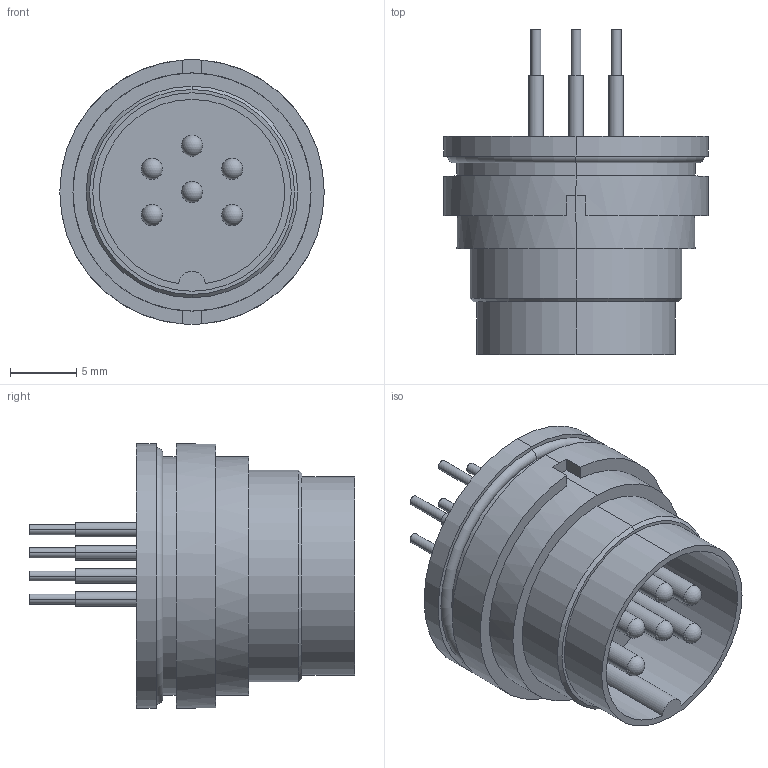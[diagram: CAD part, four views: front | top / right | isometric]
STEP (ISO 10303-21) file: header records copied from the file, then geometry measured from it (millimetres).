
FILE_DESCRIPTION((''),'2;1');
FILE_NAME('09-0123-90-06.stp','2005-04-22T09:49:28',('generator'),(''),'Autodesk Inventor 7','Autodesk Inventor 7','');
FILE_SCHEMA(('AUTOMOTIVE_DESIGN { 1 0 10303 214 1 1 1 1 }'));
Length unit declared in the file: millimetre
Products named in the file (1): 09-0123-90-06
Bounding box: 20 x 24.6 x 20 mm (x, y, z)
Volume: 2230.2 mm3; surface area: 2875.3 mm2
Topology: 1 solids, 1 shells, 97 faces, 227 edges, 146 vertices
Faces by surface type: cylinder 57, plane 30, sphere 6, torus 2, cone 2
Entity records: 2676 total; most frequent: DIRECTION 527, CARTESIAN_POINT 435, ORIENTED_EDGE 406, AXIS2_PLACEMENT_3D 226, EDGE_CURVE 203, VERTEX_POINT 134, CIRCLE 128, EDGE_LOOP 123
